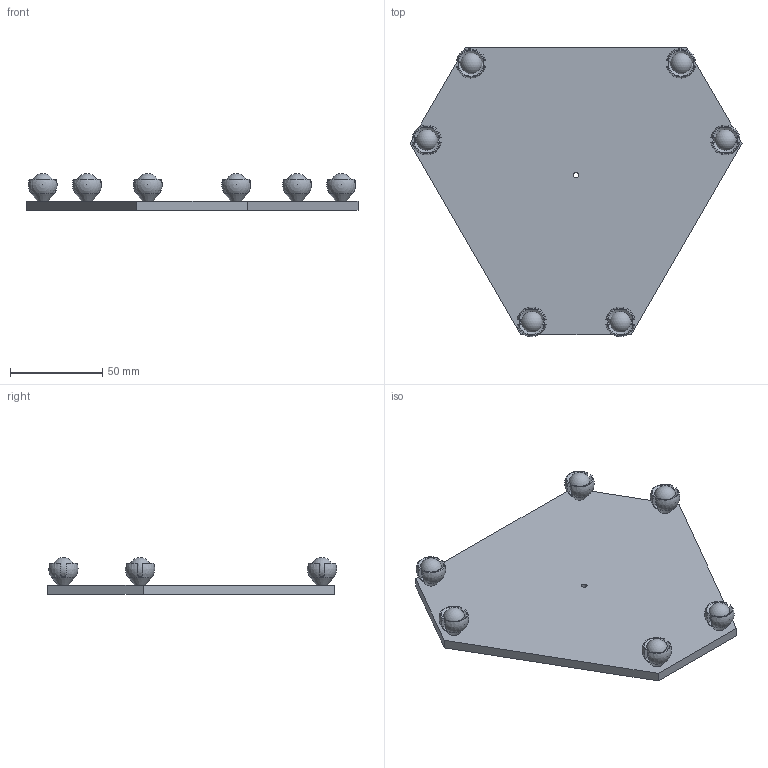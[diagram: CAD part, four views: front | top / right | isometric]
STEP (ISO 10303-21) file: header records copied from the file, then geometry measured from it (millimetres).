
FILE_DESCRIPTION(/* description */ (''),/* implementation_level */ '2;1');
FILE_NAME(/* name */ 'Moving Base.step',/* time_stamp */ '2025-09-15T05:57:18+01:00',/* author */ (''),/* organization */ (''),/* preprocessor_version */ 'ST-DEVELOPER v20.1',/* originating_system */ 'Autodesk Translation Framework v14.17.0.0',/* authorisation */ '');
FILE_SCHEMA (('AUTOMOTIVE_DESIGN { 1 0 10303 214 3 1 1 }'));
Length unit declared in the file: millimetre
Products named in the file (8): Stewart Moving Base; tight_balljoint; tight_balljoint_1; tight_balljoint_2; tight_balljoint_3; tight_balljoint_4; tight_balljoint_5; Component2
Assembly tree (12 placements, depth 3):
  Stewart Moving Base
    tight_balljoint
      Component2
    tight_balljoint_1
      Component2
    tight_balljoint_2
      Component2
    tight_balljoint_3
      Component2
    tight_balljoint_4
      Component2
    tight_balljoint_5
      Component2
Bounding box: 180 x 156.88 x 20.01 mm (x, y, z)
Volume: 117265.5 mm3; surface area: 51187.1 mm2
Topology: 7 solids, 7 shells, 105 faces, 309 edges, 206 vertices
Faces by surface type: plane 56, cylinder 19, cone 18, sphere 12
Full cylindrical faces by diameter (mm): 3 x1, 6 x6
Entity records: 1290 total; most frequent: CARTESIAN_POINT 267, DIRECTION 220, ORIENTED_EDGE 160, AXIS2_PLACEMENT_3D 93, EDGE_CURVE 80, VERTEX_POINT 56, EDGE_LOOP 44, CIRCLE 38
